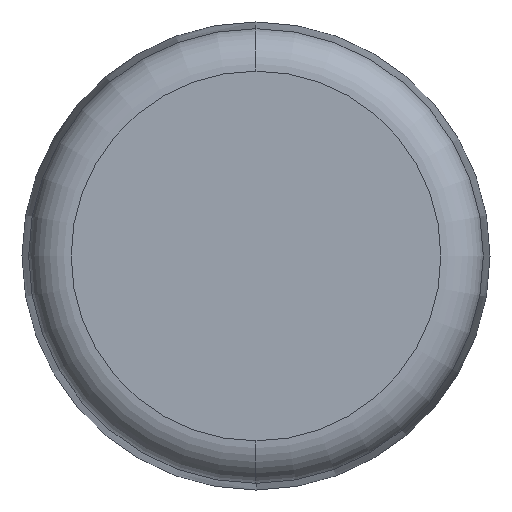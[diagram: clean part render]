
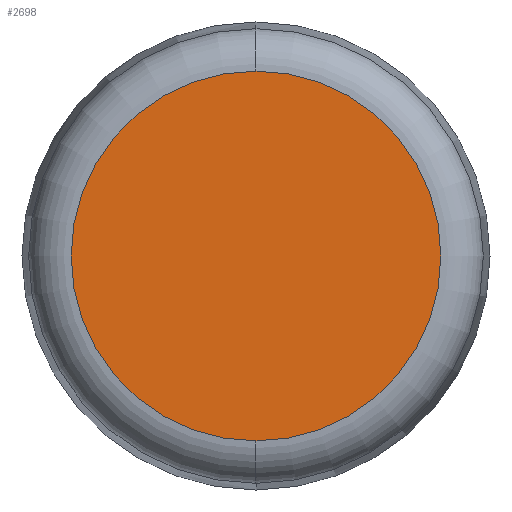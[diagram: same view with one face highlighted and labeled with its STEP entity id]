
A CAD part, left-side view. The second image highlights one B-rep face of the part: STEP entity #2698.
In plain terms, the highlighted planar face has unit normal (-1, 0, 0).
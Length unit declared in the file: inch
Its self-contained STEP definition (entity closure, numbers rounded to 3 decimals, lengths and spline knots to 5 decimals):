
#153 = DIRECTION ( 'NONE',  ( 0., 0., 1. ) ) ;
#273 = DIRECTION ( 'NONE',  ( -1., 0., 0. ) ) ;
#443 = EDGE_CURVE ( 'NONE', #5561, #3600, #1928, .T. ) ;
#1137 = DIRECTION ( 'NONE',  ( 0., 0., -1. ) ) ;
#1295 = AXIS2_PLACEMENT_3D ( 'NONE', #4223, #2468, #1137 ) ;
#1446 = DIRECTION ( 'NONE',  ( -1., 0., 0. ) ) ;
#1560 = AXIS2_PLACEMENT_3D ( 'NONE', #5029, #1446, #1909 ) ;
#1659 = FACE_OUTER_BOUND ( 'NONE', #3811, .T. ) ;
#1851 = CIRCLE ( 'NONE', #2037, 0.21772 ) ;
#1909 = DIRECTION ( 'NONE',  ( 0., 0., 1. ) ) ;
#1928 = CIRCLE ( 'NONE', #1560, 0.21772 ) ;
#1986 = PLANE ( 'NONE',  #1295 ) ;
#2037 = AXIS2_PLACEMENT_3D ( 'NONE', #4310, #273, #153 ) ;
#2184 = CARTESIAN_POINT ( 'NONE',  ( -2.86108, 0., -0.21772 ) ) ;
#2326 = ORIENTED_EDGE ( 'NONE', *, *, #2374, .T. ) ;
#2374 = EDGE_CURVE ( 'NONE', #3600, #5561, #1851, .T. ) ;
#2468 = DIRECTION ( 'NONE',  ( 1., 0., 0. ) ) ;
#2698 = ADVANCED_FACE ( 'NONE', ( #1659 ), #1986, .F. ) ;
#3375 = CARTESIAN_POINT ( 'NONE',  ( -2.86108, 0., 0.21772 ) ) ;
#3600 = VERTEX_POINT ( 'NONE', #3375 ) ;
#3811 = EDGE_LOOP ( 'NONE', ( #2326, #5503 ) ) ;
#4223 = CARTESIAN_POINT ( 'NONE',  ( -2.86108, 0.21772, 0. ) ) ;
#4310 = CARTESIAN_POINT ( 'NONE',  ( -2.86108, 0., 0. ) ) ;
#5029 = CARTESIAN_POINT ( 'NONE',  ( -2.86108, 0., 0. ) ) ;
#5503 = ORIENTED_EDGE ( 'NONE', *, *, #443, .T. ) ;
#5561 = VERTEX_POINT ( 'NONE', #2184 ) ;
